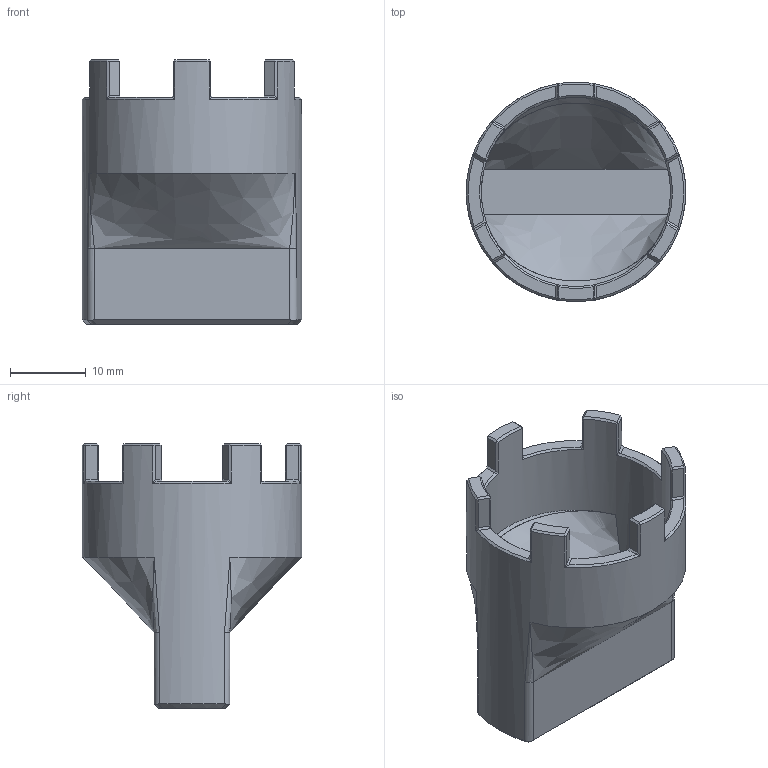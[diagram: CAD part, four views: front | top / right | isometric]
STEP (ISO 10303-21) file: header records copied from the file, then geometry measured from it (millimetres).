
FILE_DESCRIPTION(/* description */ ('','CAx-IF Rec.Pracs.---Representation and Presentation of Product Manufacturing Information (PMI)---4.0---2014-10-13'),/* implementation_level */ '2;1');
FILE_NAME(/* name */ 'OSBMX v2 - 24mm - Wrench.step',/* time_stamp */ '2025-02-23T10:17:29-05:00',/* author */ (''),/* organization */ (''),/* preprocessor_version */ 'ST-DEVELOPER v20',/* originating_system */ 'Autodesk Translation Framework v13.20.0.188',/* authorisation */ '');
FILE_SCHEMA (('AP242_MANAGED_MODEL_BASED_3D_ENGINEERING_MIM_LF { 1 0 10303 442 1 1 4 }'));
Length unit declared in the file: millimetre
Products named in the file (1): cherry mx v28
Bounding box: 29 x 29 x 35 mm (x, y, z)
Volume: 5213.5 mm3; surface area: 5727.9 mm2
Topology: 1 solids, 1 shells, 340 faces, 841 edges, 510 vertices
Faces by surface type: plane 195, bspline 113, cone 26, cylinder 6
Full cylindrical faces by diameter (mm): 25 x1, 29 x1
Entity records: 11450 total; most frequent: CARTESIAN_POINT 4374, ORIENTED_EDGE 1674, DIRECTION 1069, EDGE_CURVE 837, VERTEX_POINT 510, LINE 481, VECTOR 481, EDGE_LOOP 351
